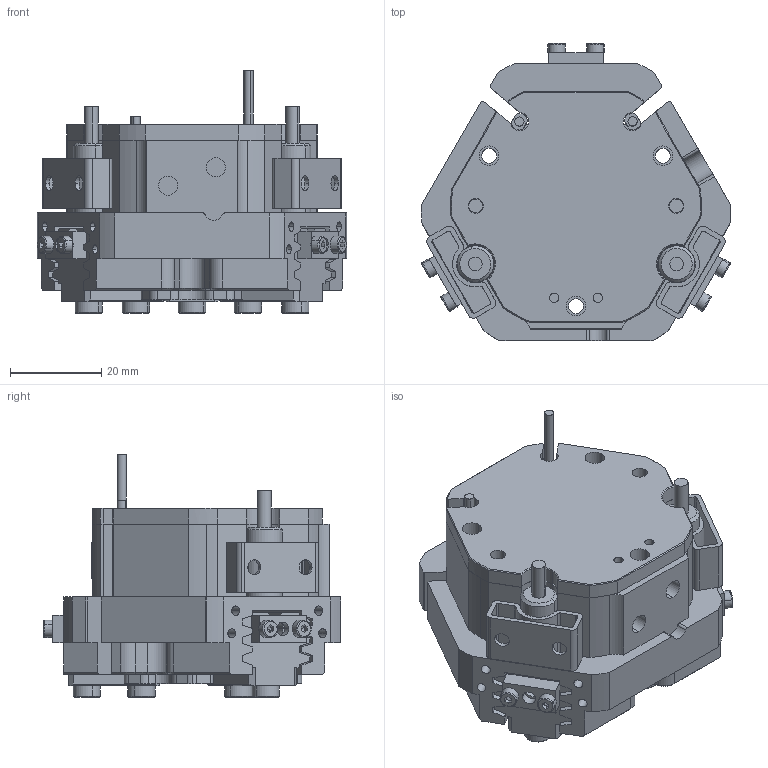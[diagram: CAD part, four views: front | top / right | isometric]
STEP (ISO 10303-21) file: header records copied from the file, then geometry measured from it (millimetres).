
FILE_DESCRIPTION (( 'STEP AP203' ), '1' );
FILE_NAME ('FZ34-68.STEP', '2025-01-14T09:01:32', ( 'USER-' ), ( 'Microsoft' ), 'SwSTEP 2.0', 'SolidWorks 2018', '' );
FILE_SCHEMA (( 'CONFIG_CONTROL_DESIGN' ));
Length unit declared in the file: millimetre
Products named in the file (13): 8x18諉輪羲壽; TZT34-68-M-01 褲极; 棠羲換覜ん; TZT34-68-M-02 喘倛賑輸; ﾏ擎ﾗ6｡ﾁ4｡ﾁ5; TZT34-68-M-05 菁裔啣; 20241021-M3 換覜ん揤輸蛌; 16x8-R1.5; 揤輸杅耀.sldasm-Part-9; TZT34-68-M-06 笢猾啣; FZ34-68; 揤輸蚾饜极; 埴翐芛_GB_FASTENER_SCREWS_HSHCS M2X8-N
Assembly tree (25 placements, depth 3):
  FZ34-68
    TZT34-68-M-01 褲极
    TZT34-68-M-05 菁裔啣
    TZT34-68-M-02 喘倛賑輸  x3
    TZT34-68-M-06 笢猾啣
    8x18諉輪羲壽  x2
    20241021-M3 換覜ん揤輸蛌  x2
    16x8-R1.5
    揤輸蚾饜极  x3
      揤輸杅耀.sldasm-Part-9
      埴翐芛_GB_FASTENER_SCREWS_HSHCS M2X8-N
    棠羲換覜ん  x2
    ﾏ擎ﾗ6｡ﾁ4｡ﾁ5  x6
Bounding box: 68 x 65.17 x 53.19 mm (x, y, z)
Volume: 90152.8 mm3; surface area: 43651.6 mm2
Topology: 28 solids, 30 shells, 1620 faces, 4224 edges, 2687 vertices
Faces by surface type: plane 796, cylinder 454, cone 203, bspline 155, torus 12
Entity records: 42813 total; most frequent: CARTESIAN_POINT 12776, ORIENTED_EDGE 6096, DIRECTION 5494, EDGE_CURVE 3048, VERTEX_POINT 1986, VECTOR 1982, LINE 1982, AXIS2_PLACEMENT_3D 1756
